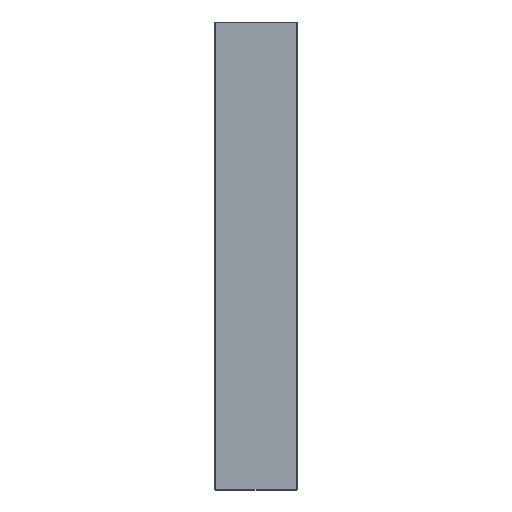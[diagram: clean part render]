
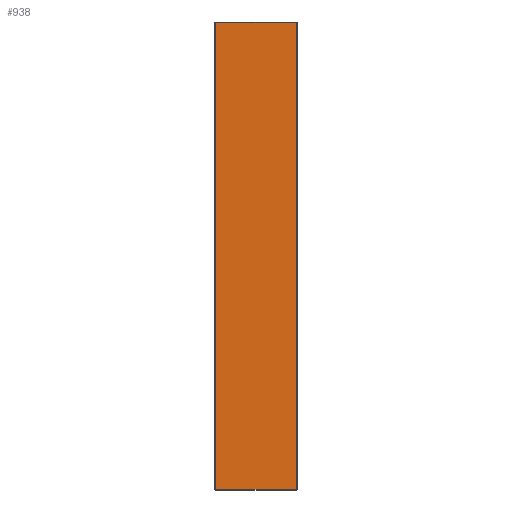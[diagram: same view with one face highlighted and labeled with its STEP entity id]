
A CAD part, top view. The second image highlights one B-rep face of the part: STEP entity #938.
In plain terms, the highlighted planar face has unit normal (0, 0, 1).
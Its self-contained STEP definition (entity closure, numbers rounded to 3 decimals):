
#38 = CARTESIAN_POINT ( 'NONE',  ( 82.7, -478.5, 0. ) ) ;
#66 = CARTESIAN_POINT ( 'NONE',  ( 82.7, 476.7, 0. ) ) ;
#100 = DIRECTION ( 'NONE',  ( 0., -1., 0. ) ) ;
#102 = ORIENTED_EDGE ( 'NONE', *, *, #679, .T. ) ;
#189 = ORIENTED_EDGE ( 'NONE', *, *, #1313, .F. ) ;
#209 = FACE_OUTER_BOUND ( 'NONE', #577, .T. ) ;
#258 = LINE ( 'NONE', #1144, #1995 ) ;
#300 = CARTESIAN_POINT ( 'NONE',  ( -82.7, -476.5, 0. ) ) ;
#455 = EDGE_CURVE ( 'NONE', #1921, #1254, #258, .T. ) ;
#456 = LINE ( 'NONE', #1969, #1461 ) ;
#460 = VECTOR ( 'NONE', #1868, 1000. ) ;
#485 = EDGE_CURVE ( 'NONE', #921, #1762, #2047, .T. ) ;
#574 = DIRECTION ( 'NONE',  ( 0., -1., 0. ) ) ;
#577 = EDGE_LOOP ( 'NONE', ( #1690, #2146, #1986, #1727, #1146, #986, #189, #102 ) ) ;
#621 = AXIS2_PLACEMENT_3D ( 'NONE', #817, #1950, #1327 ) ;
#652 = VECTOR ( 'NONE', #980, 1000. ) ;
#659 = CARTESIAN_POINT ( 'NONE',  ( -82.7, 476.7, 0. ) ) ;
#679 = EDGE_CURVE ( 'NONE', #870, #1762, #2124, .T. ) ;
#805 = CARTESIAN_POINT ( 'NONE',  ( -82.7, -476.7, 0. ) ) ;
#817 = CARTESIAN_POINT ( 'NONE',  ( 0., 0., 0. ) ) ;
#858 = LINE ( 'NONE', #1138, #1334 ) ;
#870 = VERTEX_POINT ( 'NONE', #1108 ) ;
#921 = VERTEX_POINT ( 'NONE', #1504 ) ;
#938 = ADVANCED_FACE ( 'NONE', ( #209 ), #1491, .F. ) ;
#980 = DIRECTION ( 'NONE',  ( 0., 1., 0. ) ) ;
#985 = VECTOR ( 'NONE', #574, 1000. ) ;
#986 = ORIENTED_EDGE ( 'NONE', *, *, #1943, .T. ) ;
#995 = LINE ( 'NONE', #2131, #652 ) ;
#999 = DIRECTION ( 'NONE',  ( 1., 0., 0. ) ) ;
#1030 = VERTEX_POINT ( 'NONE', #1959 ) ;
#1108 = CARTESIAN_POINT ( 'NONE',  ( 82.7, 476.5, 0. ) ) ;
#1138 = CARTESIAN_POINT ( 'NONE',  ( -82.7, -478.5, 0. ) ) ;
#1142 = VECTOR ( 'NONE', #999, 1000. ) ;
#1144 = CARTESIAN_POINT ( 'NONE',  ( -82.7, -476.5, 0. ) ) ;
#1146 = ORIENTED_EDGE ( 'NONE', *, *, #1412, .F. ) ;
#1178 = DIRECTION ( 'NONE',  ( -1., 0., 0. ) ) ;
#1254 = VERTEX_POINT ( 'NONE', #1558 ) ;
#1313 = EDGE_CURVE ( 'NONE', #870, #1030, #456, .T. ) ;
#1327 = DIRECTION ( 'NONE',  ( -1., 0., 0. ) ) ;
#1334 = VECTOR ( 'NONE', #100, 1000. ) ;
#1340 = VERTEX_POINT ( 'NONE', #2127 ) ;
#1412 = EDGE_CURVE ( 'NONE', #1340, #1953, #2056, .T. ) ;
#1461 = VECTOR ( 'NONE', #2134, 1000. ) ;
#1491 = PLANE ( 'NONE',  #621 ) ;
#1504 = CARTESIAN_POINT ( 'NONE',  ( -82.7, 476.7, 0. ) ) ;
#1529 = LINE ( 'NONE', #1720, #985 ) ;
#1558 = CARTESIAN_POINT ( 'NONE',  ( -82.7, 476.5, 0. ) ) ;
#1658 = VECTOR ( 'NONE', #1178, 1000. ) ;
#1690 = ORIENTED_EDGE ( 'NONE', *, *, #485, .F. ) ;
#1718 = EDGE_CURVE ( 'NONE', #921, #1254, #1529, .T. ) ;
#1720 = CARTESIAN_POINT ( 'NONE',  ( -82.7, -478.5, 0. ) ) ;
#1727 = ORIENTED_EDGE ( 'NONE', *, *, #1918, .T. ) ;
#1762 = VERTEX_POINT ( 'NONE', #66 ) ;
#1805 = DIRECTION ( 'NONE',  ( 0., 1., 0. ) ) ;
#1814 = CARTESIAN_POINT ( 'NONE',  ( 82.7, -476.7, 0. ) ) ;
#1868 = DIRECTION ( 'NONE',  ( 0., 1., 0. ) ) ;
#1918 = EDGE_CURVE ( 'NONE', #1921, #1953, #858, .T. ) ;
#1921 = VERTEX_POINT ( 'NONE', #300 ) ;
#1943 = EDGE_CURVE ( 'NONE', #1340, #1030, #995, .T. ) ;
#1950 = DIRECTION ( 'NONE',  ( 0., 0., -1. ) ) ;
#1953 = VERTEX_POINT ( 'NONE', #805 ) ;
#1959 = CARTESIAN_POINT ( 'NONE',  ( 82.7, -476.5, 0. ) ) ;
#1969 = CARTESIAN_POINT ( 'NONE',  ( 82.7, 476.5, 0. ) ) ;
#1986 = ORIENTED_EDGE ( 'NONE', *, *, #455, .F. ) ;
#1995 = VECTOR ( 'NONE', #1805, 1000. ) ;
#2047 = LINE ( 'NONE', #659, #1142 ) ;
#2056 = LINE ( 'NONE', #1814, #1658 ) ;
#2124 = LINE ( 'NONE', #38, #460 ) ;
#2127 = CARTESIAN_POINT ( 'NONE',  ( 82.7, -476.7, 0. ) ) ;
#2131 = CARTESIAN_POINT ( 'NONE',  ( 82.7, -478.5, 0. ) ) ;
#2134 = DIRECTION ( 'NONE',  ( 0., -1., 0. ) ) ;
#2146 = ORIENTED_EDGE ( 'NONE', *, *, #1718, .T. ) ;
